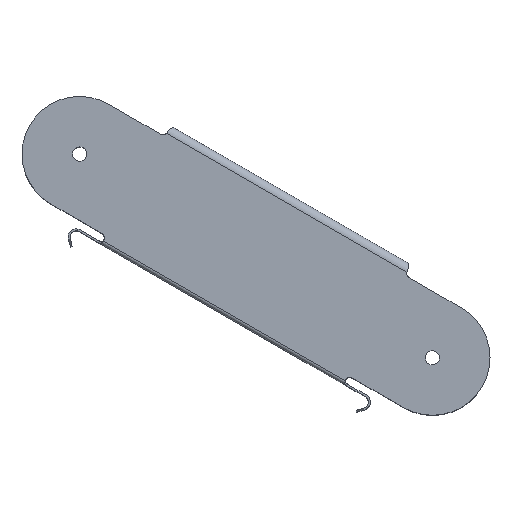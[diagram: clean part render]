
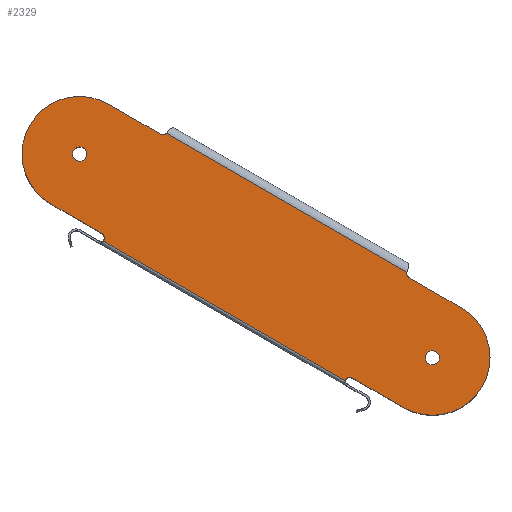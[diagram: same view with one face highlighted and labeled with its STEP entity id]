
A CAD part, top view. The second image highlights one B-rep face of the part: STEP entity #2329.
In plain terms, the highlighted planar face has unit normal (0, 0, 1).
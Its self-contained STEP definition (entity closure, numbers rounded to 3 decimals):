
#469=CARTESIAN_POINT('',(91.111,81.144,
0.));
#470=DIRECTION('',(0.,0.,-1.));
#471=DIRECTION('',(0.,-1.,0.));
#472=AXIS2_PLACEMENT_3D('',#469,#470,#471);
#474=DIRECTION('',(-1.,0.,0.));
#475=VECTOR('',#474,37.889);
#476=CARTESIAN_POINT('',(129.,77.894,0.));
#477=LINE('',#476,#475);
#478=CARTESIAN_POINT('',(129.,41.394,0.));
#479=DIRECTION('',(0.,0.,1.));
#480=DIRECTION('',(0.,-1.,0.));
#481=AXIS2_PLACEMENT_3D('',#478,#479,#480);
#483=DIRECTION('',(1.,0.,0.));
#484=VECTOR('',#483,37.25);
#485=CARTESIAN_POINT('',(91.75,4.894,0.));
#486=LINE('',#485,#484);
#487=CARTESIAN_POINT('',(91.75,1.644,0.));
#488=DIRECTION('',(0.,0.,-1.));
#489=DIRECTION('',(-0.98,-0.198,0.));
#490=AXIS2_PLACEMENT_3D('',#487,#488,#489);
#492=CARTESIAN_POINT('',(-91.75,1.644,0.));
#493=DIRECTION('',(0.,0.,-1.));
#494=DIRECTION('',(0.,1.,0.));
#495=AXIS2_PLACEMENT_3D('',#492,#493,#494);
#497=CARTESIAN_POINT('',(-129.,41.394,0.));
#498=DIRECTION('',(0.,0.,1.));
#499=DIRECTION('',(0.,1.,0.));
#500=AXIS2_PLACEMENT_3D('',#497,#498,#499);
#502=CARTESIAN_POINT('',(-91.111,81.144,
0.));
#503=DIRECTION('',(0.,0.,-1.));
#504=DIRECTION('',(0.966,-0.259,0.));
#505=AXIS2_PLACEMENT_3D('',#502,#503,#504);
#507=CARTESIAN_POINT('',(129.,41.394,0.));
#508=DIRECTION('',(0.,0.,-1.));
#509=DIRECTION('',(0.,1.,0.));
#510=AXIS2_PLACEMENT_3D('',#507,#508,#509);
#512=CARTESIAN_POINT('',(129.,41.394,0.));
#513=DIRECTION('',(0.,0.,-1.));
#514=DIRECTION('',(0.,-1.,0.));
#515=AXIS2_PLACEMENT_3D('',#512,#513,#514);
#517=CARTESIAN_POINT('',(-129.,41.394,0.));
#518=DIRECTION('',(0.,0.,-1.));
#519=DIRECTION('',(0.,-1.,0.));
#520=AXIS2_PLACEMENT_3D('',#517,#518,#519);
#522=CARTESIAN_POINT('',(-129.,41.394,0.));
#523=DIRECTION('',(0.,0.,-1.));
#524=DIRECTION('',(0.,1.,0.));
#525=AXIS2_PLACEMENT_3D('',#522,#523,#524);
#546=DIRECTION('',(-1.,0.,0.));
#547=VECTOR('',#546,177.129);
#548=CARTESIAN_POINT('',(88.564,1.,0.));
#549=LINE('',#548,#547);
#1007=DIRECTION('',(-1.,0.,0.));
#1008=VECTOR('',#1007,37.25);
#1009=CARTESIAN_POINT('',(-91.75,4.894,0.));
#1010=LINE('',#1009,#1008);
#1019=DIRECTION('',(1.,0.,0.));
#1020=VECTOR('',#1019,37.889);
#1021=CARTESIAN_POINT('',(-129.,77.894,0.));
#1022=LINE('',#1021,#1020);
#1055=DIRECTION('',(1.,0.,0.));
#1056=VECTOR('',#1055,175.944);
#1057=CARTESIAN_POINT('',(-87.972,80.303,
0.));
#1058=LINE('',#1057,#1056);
#1235=CARTESIAN_POINT('',(129.,45.894,0.));
#1236=CARTESIAN_POINT('',(129.,36.894,0.));
#1237=VERTEX_POINT('',#1235);
#1238=VERTEX_POINT('',#1236);
#1244=CARTESIAN_POINT('',(-129.,36.894,0.));
#1246=VERTEX_POINT('',#1244);
#1249=CARTESIAN_POINT('',(-129.,45.894,0.));
#1250=VERTEX_POINT('',#1249);
#1267=CARTESIAN_POINT('',(91.111,77.894,
0.));
#1268=CARTESIAN_POINT('',(87.972,80.303,
0.));
#1269=VERTEX_POINT('',#1267);
#1270=VERTEX_POINT('',#1268);
#1271=CARTESIAN_POINT('',(-87.972,80.303,
0.));
#1272=VERTEX_POINT('',#1271);
#1273=CARTESIAN_POINT('',(-91.111,77.894,
0.));
#1274=VERTEX_POINT('',#1273);
#1275=CARTESIAN_POINT('',(-129.,77.894,0.));
#1276=VERTEX_POINT('',#1275);
#1277=CARTESIAN_POINT('',(-129.,4.894,0.));
#1278=VERTEX_POINT('',#1277);
#1279=CARTESIAN_POINT('',(-91.75,4.894,0.));
#1280=VERTEX_POINT('',#1279);
#1281=CARTESIAN_POINT('',(-88.564,1.,0.));
#1282=VERTEX_POINT('',#1281);
#1283=CARTESIAN_POINT('',(88.564,1.,0.));
#1284=VERTEX_POINT('',#1283);
#1285=CARTESIAN_POINT('',(91.75,4.894,0.));
#1286=VERTEX_POINT('',#1285);
#1287=CARTESIAN_POINT('',(129.,4.894,0.));
#1288=VERTEX_POINT('',#1287);
#1289=CARTESIAN_POINT('',(129.,77.894,0.));
#1290=VERTEX_POINT('',#1289);
#2292=CARTESIAN_POINT('',(-91.75,-199.856,0.));
#2293=DIRECTION('',(0.,0.,1.));
#2294=DIRECTION('',(0.,-1.,0.));
#2295=AXIS2_PLACEMENT_3D('',#2292,#2293,#2294);
#2296=PLANE('',#2295);
#2297=ORIENTED_EDGE('',*,*,#2230,.F.);
#2298=ORIENTED_EDGE('',*,*,#2244,.F.);
#2299=ORIENTED_EDGE('',*,*,#2258,.F.);
#2300=ORIENTED_EDGE('',*,*,#2272,.F.);
#2301=ORIENTED_EDGE('',*,*,#2283,.F.);
#2303=ORIENTED_EDGE('',*,*,#2302,.T.);
#2304=ORIENTED_EDGE('',*,*,#1957,.F.);
#2306=ORIENTED_EDGE('',*,*,#2305,.T.);
#2308=ORIENTED_EDGE('',*,*,#2307,.F.);
#2310=ORIENTED_EDGE('',*,*,#2309,.T.);
#2312=ORIENTED_EDGE('',*,*,#2311,.F.);
#2314=ORIENTED_EDGE('',*,*,#2313,.T.);
#2315=EDGE_LOOP('',(#2297,#2298,#2299,#2300,#2301,#2303,#2304,#2306,#2308,#2310,
#2312,#2314));
#2316=FACE_OUTER_BOUND('',#2315,.F.);
#2318=ORIENTED_EDGE('',*,*,#2317,.F.);
#2320=ORIENTED_EDGE('',*,*,#2319,.F.);
#2321=EDGE_LOOP('',(#2318,#2320));
#2322=FACE_BOUND('',#2321,.F.);
#2324=ORIENTED_EDGE('',*,*,#2323,.F.);
#2326=ORIENTED_EDGE('',*,*,#2325,.F.);
#2327=EDGE_LOOP('',(#2324,#2326));
#2328=FACE_BOUND('',#2327,.F.);
#2329=ADVANCED_FACE('',(#2316,#2322,#2328),#2296,.T.);
#473=CIRCLE('',#472,3.25);
#482=CIRCLE('',#481,36.5);
#491=CIRCLE('',#490,3.25);
#496=CIRCLE('',#495,3.25);
#501=CIRCLE('',#500,36.5);
#506=CIRCLE('',#505,3.25);
#511=CIRCLE('',#510,4.5);
#516=CIRCLE('',#515,4.5);
#521=CIRCLE('',#520,4.5);
#526=CIRCLE('',#525,4.5);
#1957=EDGE_CURVE('',#1280,#1282,#496,.T.);
#2230=EDGE_CURVE('',#1269,#1270,#473,.T.);
#2244=EDGE_CURVE('',#1290,#1269,#477,.T.);
#2258=EDGE_CURVE('',#1288,#1290,#482,.T.);
#2272=EDGE_CURVE('',#1286,#1288,#486,.T.);
#2283=EDGE_CURVE('',#1284,#1286,#491,.T.);
#2302=EDGE_CURVE('',#1284,#1282,#549,.T.);
#2305=EDGE_CURVE('',#1280,#1278,#1010,.T.);
#2307=EDGE_CURVE('',#1276,#1278,#501,.T.);
#2309=EDGE_CURVE('',#1276,#1274,#1022,.T.);
#2311=EDGE_CURVE('',#1272,#1274,#506,.T.);
#2313=EDGE_CURVE('',#1272,#1270,#1058,.T.);
#2317=EDGE_CURVE('',#1237,#1238,#511,.T.);
#2319=EDGE_CURVE('',#1238,#1237,#516,.T.);
#2323=EDGE_CURVE('',#1246,#1250,#521,.T.);
#2325=EDGE_CURVE('',#1250,#1246,#526,.T.);
